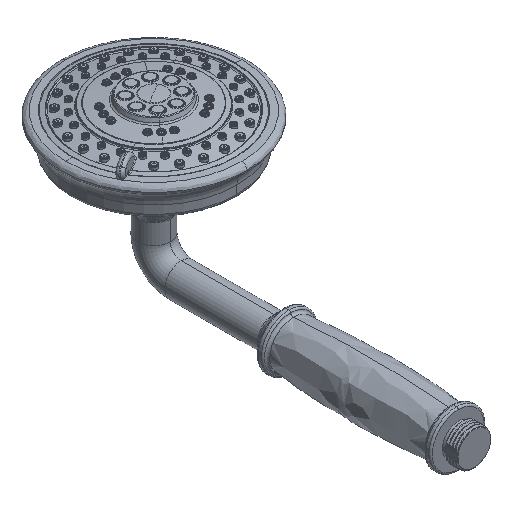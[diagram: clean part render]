
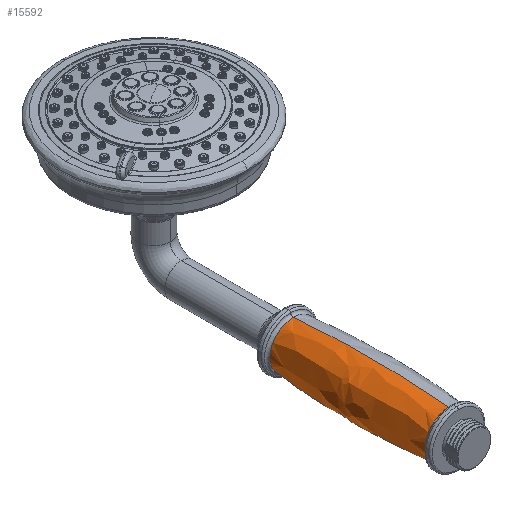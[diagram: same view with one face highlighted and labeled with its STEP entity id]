
A CAD part, isometric view. The second image highlights one B-rep face of the part: STEP entity #15592.
In plain terms, the highlighted free-form (B-spline) face has degree [3, 3] with [4, 4] control points.
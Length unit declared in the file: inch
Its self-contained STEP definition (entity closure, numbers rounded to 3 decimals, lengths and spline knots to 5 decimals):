
#70=CARTESIAN_POINT('',(0.,-1.89,-19.555));
#71=DIRECTION('',(-1.,0.,0.));
#72=DIRECTION('',(0.,-0.088,0.996));
#73=AXIS2_PLACEMENT_3D('',#70,#71,#72);
#80=CARTESIAN_POINT('',(0.,-1.89,19.555));
#81=DIRECTION('',(1.,0.,0.));
#82=DIRECTION('',(0.,-0.088,-0.996));
#83=AXIS2_PLACEMENT_3D('',#80,#81,#82);
#85=CARTESIAN_POINT('',(0.,-3.67485,0.));
#86=DIRECTION('',(0.,-1.,0.));
#87=DIRECTION('',(0.,0.,1.));
#88=AXIS2_PLACEMENT_3D('',#85,#86,#87);
#90=CARTESIAN_POINT('',(0.,-0.10515,0.));
#91=DIRECTION('',(0.,-1.,0.));
#92=DIRECTION('',(0.,0.,1.));
#93=AXIS2_PLACEMENT_3D('',#90,#91,#92);
#13431=CARTESIAN_POINT('',(0.,-3.67485,0.54089));
#13432=CARTESIAN_POINT('',(0.,-3.67485,-0.54089));
#13433=VERTEX_POINT('',#13431);
#13434=VERTEX_POINT('',#13432);
#13443=CARTESIAN_POINT('',(0.,-0.10515,-0.54089));
#13444=CARTESIAN_POINT('',(0.,-0.10515,0.54089));
#13445=VERTEX_POINT('',#13443);
#13446=VERTEX_POINT('',#13444);
#15567=CARTESIAN_POINT('',(0.,-3.67485,-0.54089));
#15568=CARTESIAN_POINT('',(0.,-2.48651,-0.64644));
#15569=CARTESIAN_POINT('',(0.,-1.29349,-0.64644));
#15570=CARTESIAN_POINT('',(0.,-0.10515,-0.54089));
#15571=CARTESIAN_POINT('',(-1.08179,-3.67485,
-0.54089));
#15572=CARTESIAN_POINT('',(-1.29287,-2.48651,
-0.64644));
#15573=CARTESIAN_POINT('',(-1.29287,-1.29349,
-0.64644));
#15574=CARTESIAN_POINT('',(-1.08179,-0.10515,
-0.54089));
#15575=CARTESIAN_POINT('',(-1.08179,-3.67485,
0.54089));
#15576=CARTESIAN_POINT('',(-1.29287,-2.48651,
0.64644));
#15577=CARTESIAN_POINT('',(-1.29287,-1.29349,
0.64644));
#15578=CARTESIAN_POINT('',(-1.08179,-0.10515,
0.54089));
#15579=CARTESIAN_POINT('',(0.,-3.67485,0.54089));
#15580=CARTESIAN_POINT('',(0.,-2.48651,0.64644));
#15581=CARTESIAN_POINT('',(0.,-1.29349,0.64644));
#15582=CARTESIAN_POINT('',(0.,-0.10515,0.54089));
#15583=(BOUNDED_SURFACE()B_SPLINE_SURFACE(3,3,((#15567,#15568,#15569,#15570),(
#15571,#15572,#15573,#15574),(#15575,#15576,#15577,#15578),(#15579,#15580,
#15581,#15582)),.UNSPECIFIED.,.F.,.F.,.F.)B_SPLINE_SURFACE_WITH_KNOTS((4,4),(4,
4),(0.,1.),(0.,1.),.UNSPECIFIED.)GEOMETRIC_REPRESENTATION_ITEM()RATIONAL_B_SPLINE_SURFACE(((2.004,1.999,1.999,
2.004),(0.668,0.666,0.666,
0.668),(0.668,0.666,0.666,
0.668),(2.004,1.999,1.999,
2.004)))REPRESENTATION_ITEM('')SURFACE());
#15585=ORIENTED_EDGE('',*,*,#15584,.T.);
#15586=ORIENTED_EDGE('',*,*,#15562,.T.);
#15588=ORIENTED_EDGE('',*,*,#15587,.F.);
#15589=ORIENTED_EDGE('',*,*,#15558,.F.);
#15590=EDGE_LOOP('',(#15585,#15586,#15588,#15589));
#15591=FACE_OUTER_BOUND('',#15590,.F.);
#15592=ADVANCED_FACE('',(#15591),#15583,.T.);
#74=CIRCLE('',#73,20.175);
#84=CIRCLE('',#83,20.175);
#89=CIRCLE('',#88,0.54089);
#94=CIRCLE('',#93,0.54089);
#15558=EDGE_CURVE('',#13433,#13446,#74,.T.);
#15562=EDGE_CURVE('',#13434,#13445,#84,.T.);
#15584=EDGE_CURVE('',#13433,#13434,#89,.T.);
#15587=EDGE_CURVE('',#13446,#13445,#94,.T.);
